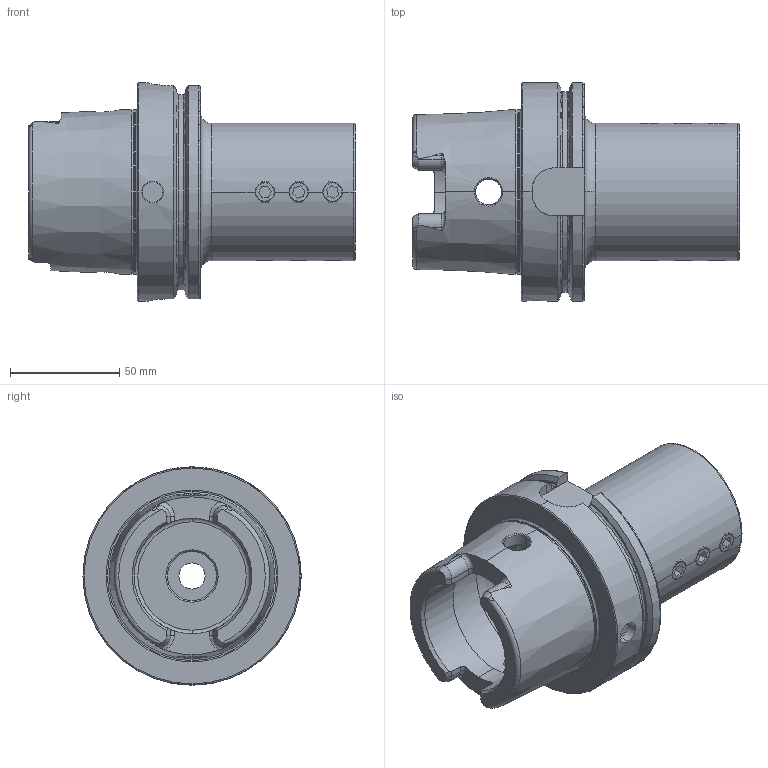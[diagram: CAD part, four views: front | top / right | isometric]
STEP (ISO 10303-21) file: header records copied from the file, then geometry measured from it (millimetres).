
FILE_DESCRIPTION (( 'STEP AP214' ), '1' );
FILE_NAME ('HA0-B40.K01.100.STEP', '2014-10-07T09:35:05', ( 'baer' ), ( 'Hewlett-Packard Company' ), 'SwSTEP 2.0', 'SolidWorks 2012', '' );
FILE_SCHEMA (( 'AUTOMOTIVE_DESIGN' ));
Length unit declared in the file: millimetre
Products named in the file (3): W10-ER1.001.012; HA0-B40.K01.100_B_Fertigbearbeitung; HA0-B40.K01.100
Assembly tree (10 placements, depth 2):
  HA0-B40.K01.100
    HA0-B40.K01.100_B_Fertigbearbeitung
    W10-ER1.001.012  x9
Bounding box: 149.9 x 100 x 100 mm (x, y, z)
Volume: 392425.9 mm3; surface area: 78890.6 mm2
Topology: 10 solids, 10 shells, 331 faces, 847 edges, 526 vertices
Faces by surface type: plane 122, cylinder 86, cone 80, torus 39, bspline 4
Entity records: 10005 total; most frequent: CARTESIAN_POINT 3746, ORIENTED_EDGE 1082, DIRECTION 963, EDGE_CURVE 541, AXIS2_PLACEMENT_3D 387, VERTEX_POINT 342, EDGE_LOOP 211, FACE_OUTER_BOUND 195
